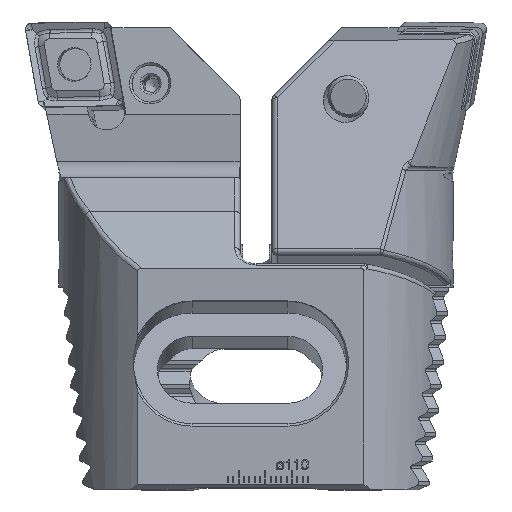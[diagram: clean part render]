
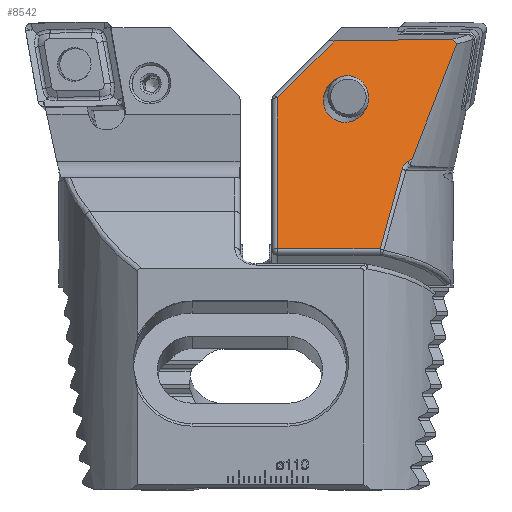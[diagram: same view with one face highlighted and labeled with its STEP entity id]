
A CAD part, top view. The second image highlights one B-rep face of the part: STEP entity #8542.
In plain terms, the highlighted face is planar.
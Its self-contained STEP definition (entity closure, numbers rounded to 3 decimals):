
#133 = CARTESIAN_POINT ( 'NONE',  ( 15.629, -26.897, -23.803 ) ) ;
#332 = CARTESIAN_POINT ( 'NONE',  ( 24.96, -10.068, -19.294 ) ) ;
#435 = LINE ( 'NONE', #10093, #2041 ) ;
#676 = CARTESIAN_POINT ( 'NONE',  ( 18.478, -37.8, -26.725 ) ) ;
#1241 = CARTESIAN_POINT ( 'NONE',  ( 14.769, -26.041, -23.574 ) ) ;
#1309 = CARTESIAN_POINT ( 'NONE',  ( 39.25, -42.339, -27.941 ) ) ;
#1396 = ORIENTED_EDGE ( 'NONE', *, *, #3682, .T. ) ;
#1453 = PLANE ( 'NONE',  #13404 ) ;
#1826 = CARTESIAN_POINT ( 'NONE',  ( 14.513, -25.872, -23.529 ) ) ;
#1872 = FACE_OUTER_BOUND ( 'NONE', #4260, .T. ) ;
#2005 = DIRECTION ( 'NONE',  ( -1., 0., 0. ) ) ;
#2041 = VECTOR ( 'NONE', #12492, 1000. ) ;
#2508 = DIRECTION ( 'NONE',  ( 0., -0.259, 0.966 ) ) ;
#2541 = CARTESIAN_POINT ( 'NONE',  ( 15.256, -26.412, -23.673 ) ) ;
#2600 =( BOUNDED_CURVE ( )  B_SPLINE_CURVE ( 3, ( #13696, #7892, #14642, #11302 ),
 .UNSPECIFIED., .F., .T. ) 
 B_SPLINE_CURVE_WITH_KNOTS ( ( 4, 4 ),
 ( 4.103, 4.285 ),
 .UNSPECIFIED. ) 
 CURVE ( )  GEOMETRIC_REPRESENTATION_ITEM ( )  RATIONAL_B_SPLINE_CURVE ( ( 1., 0.997, 0.997, 1. ) ) 
 REPRESENTATION_ITEM ( '' )  );
#2850 = CARTESIAN_POINT ( 'NONE',  ( 6.114, -3.311, -17.484 ) ) ;
#2888 = EDGE_CURVE ( 'NONE', #14959, #13402, #9833, .T. ) ;
#2890 = CARTESIAN_POINT ( 'NONE',  ( 15.857, -27.455, -23.953 ) ) ;
#2977 = CARTESIAN_POINT ( 'NONE',  ( 27.779, -18.456, -21.542 ) ) ;
#3035 = LINE ( 'NONE', #3350, #8830 ) ;
#3350 = CARTESIAN_POINT ( 'NONE',  ( 54.972, -29.768, -24.573 ) ) ;
#3579 = EDGE_CURVE ( 'NONE', #14209, #6898, #3856, .T. ) ;
#3602 = ORIENTED_EDGE ( 'NONE', *, *, #4261, .T. ) ;
#3682 = EDGE_CURVE ( 'NONE', #8092, #14209, #435, .T. ) ;
#3856 = LINE ( 'NONE', #11137, #8385 ) ;
#3955 = CARTESIAN_POINT ( 'NONE',  ( 35.768, -15.951, -20.871 ) ) ;
#4048 = EDGE_CURVE ( 'NONE', #13655, #8092, #3035, .T. ) ;
#4091 = CARTESIAN_POINT ( 'NONE',  ( 19.949, -42.339, -27.941 ) ) ;
#4168 = ORIENTED_EDGE ( 'NONE', *, *, #3579, .T. ) ;
#4248 = EDGE_CURVE ( 'NONE', #6898, #13402, #4852, .T. ) ;
#4260 = EDGE_LOOP ( 'NONE', ( #8917, #14302, #13181, #10778, #1396, #4168, #7654, #12377, #3602 ) ) ;
#4261 = EDGE_CURVE ( 'NONE', #14959, #12787, #8683, .T. ) ;
#4546 = CARTESIAN_POINT ( 'NONE',  ( 14.003, -25.532, -23.438 ) ) ;
#4703 = ORIENTED_EDGE ( 'NONE', *, *, #9183, .F. ) ;
#4852 =( BOUNDED_CURVE ( )  B_SPLINE_CURVE ( 3, ( #6383, #676, #4918, #2890 ),
 .UNSPECIFIED., .F., .T. ) 
 B_SPLINE_CURVE_WITH_KNOTS ( ( 4, 4 ),
 ( 3.832, 3.996 ),
 .UNSPECIFIED. ) 
 CURVE ( )  GEOMETRIC_REPRESENTATION_ITEM ( )  RATIONAL_B_SPLINE_CURVE ( ( 1., 0.998, 0.998, 1. ) ) 
 REPRESENTATION_ITEM ( '' )  );
#4918 = CARTESIAN_POINT ( 'NONE',  ( 17.111, -32.828, -25.393 ) ) ;
#5171 = CARTESIAN_POINT ( 'NONE',  ( 85.106, -4.241, -17.733 ) ) ;
#5325 = CARTESIAN_POINT ( 'NONE',  ( 19.789, -20.961, -22.213 ) ) ;
#5855 = CARTESIAN_POINT ( 'NONE',  ( 24.96, -10.068, -19.294 ) ) ;
#6141 = CARTESIAN_POINT ( 'NONE',  ( 14.769, -26.041, -23.574 ) ) ;
#6305 = CARTESIAN_POINT ( 'NONE',  ( 5.843, -3.599, -17.561 ) ) ;
#6383 = CARTESIAN_POINT ( 'NONE',  ( 19.949, -42.339, -27.941 ) ) ;
#6441 = CARTESIAN_POINT ( 'NONE',  ( 6.386, -3.023, -17.406 ) ) ;
#6484 = CARTESIAN_POINT ( 'NONE',  ( 24.96, -10.068, -19.294 ) ) ;
#6891 = EDGE_CURVE ( 'NONE', #13655, #11533, #10382, .T. ) ;
#6898 = VERTEX_POINT ( 'NONE', #4091 ) ;
#7116 = CARTESIAN_POINT ( 'NONE',  ( 15.544, -26.77, -23.769 ) ) ;
#7219 = CARTESIAN_POINT ( 'NONE',  ( 15.027, -26.212, -23.62 ) ) ;
#7654 = ORIENTED_EDGE ( 'NONE', *, *, #4248, .T. ) ;
#7892 = CARTESIAN_POINT ( 'NONE',  ( 11.107, -18.752, -21.621 ) ) ;
#8057 = DIRECTION ( 'NONE',  ( 0.695, -0.695, -0.186 ) ) ;
#8092 = VERTEX_POINT ( 'NONE', #9899 ) ;
#8212 = CARTESIAN_POINT ( 'NONE',  ( 15.822, -27.307, -23.913 ) ) ;
#8222 = B_SPLINE_CURVE_WITH_KNOTS ( 'NONE', 3,
 ( #14459, #6305, #2850, #6441 ),
 .UNSPECIFIED., .F., .F.,
 ( 4, 4 ),
 ( 0., 1. ),
 .UNSPECIFIED. ) ;
#8385 = VECTOR ( 'NONE', #2005, 1000. ) ;
#8542 = ADVANCED_FACE ( 'NONE', ( #1872, #10722 ), #1453, .F. ) ;
#8683 = B_SPLINE_CURVE_WITH_KNOTS ( 'NONE', 3,
 ( #6141, #1826, #14498, #14144 ),
 .UNSPECIFIED., .F., .F.,
 ( 4, 4 ),
 ( 0., 0.001 ),
 .UNSPECIFIED. ) ;
#8830 = VECTOR ( 'NONE', #8057, 1000. ) ;
#8887 = CARTESIAN_POINT ( 'NONE',  ( 5.572, -3.888, -17.638 ) ) ;
#8917 = ORIENTED_EDGE ( 'NONE', *, *, #9295, .T. ) ;
#9183 = EDGE_CURVE ( 'NONE', #13248, #13248, #11757, .T. ) ;
#9295 = EDGE_CURVE ( 'NONE', #12787, #14788, #2600, .T. ) ;
#9426 = CARTESIAN_POINT ( 'NONE',  ( 15.767, -27.164, -23.875 ) ) ;
#9833 = B_SPLINE_CURVE_WITH_KNOTS ( 'NONE', 3,
 ( #1241, #7219, #2541, #7116, #133, #9426, #8212, #11669 ),
 .UNSPECIFIED., .F., .F.,
 ( 4, 2, 2, 4 ),
 ( 0., 0.001, 0.001, 0.002 ),
 .UNSPECIFIED. ) ;
#9855 = DIRECTION ( 'NONE',  ( -1., 0.015, 0.004 ) ) ;
#9899 = CARTESIAN_POINT ( 'NONE',  ( 39.25, -14.046, -20.36 ) ) ;
#10013 = CARTESIAN_POINT ( 'NONE',  ( 28.57, -3.366, -17.498 ) ) ;
#10093 = CARTESIAN_POINT ( 'NONE',  ( 39.25, -1.612, -17.028 ) ) ;
#10382 = LINE ( 'NONE', #5171, #10550 ) ;
#10463 = EDGE_LOOP ( 'NONE', ( #4703 ) ) ;
#10526 = CARTESIAN_POINT ( 'NONE',  ( 15.857, -27.455, -23.953 ) ) ;
#10550 = VECTOR ( 'NONE', #9855, 1000. ) ;
#10722 = FACE_BOUND ( 'NONE', #10463, .T. ) ;
#10725 = DIRECTION ( 'NONE',  ( 0., -0.966, -0.259 ) ) ;
#10757 = EDGE_CURVE ( 'NONE', #14788, #11533, #8222, .T. ) ;
#10778 = ORIENTED_EDGE ( 'NONE', *, *, #4048, .T. ) ;
#10811 = CARTESIAN_POINT ( 'NONE',  ( 32.95, -7.563, -18.623 ) ) ;
#11137 = CARTESIAN_POINT ( 'NONE',  ( 85.15, -42.339, -27.941 ) ) ;
#11302 = CARTESIAN_POINT ( 'NONE',  ( 5.572, -3.888, -17.638 ) ) ;
#11533 = VERTEX_POINT ( 'NONE', #11593 ) ;
#11593 = CARTESIAN_POINT ( 'NONE',  ( 6.386, -3.023, -17.406 ) ) ;
#11669 = CARTESIAN_POINT ( 'NONE',  ( 15.857, -27.455, -23.953 ) ) ;
#11757 =( BOUNDED_CURVE ( )  B_SPLINE_CURVE ( 3, ( #332, #10811, #3955, #2977, #5325, #14541, #6484 ),
 .UNSPECIFIED., .T., .F. ) 
 B_SPLINE_CURVE_WITH_KNOTS ( ( 4, 3, 4 ),
 ( 0., 3.142, 6.283 ),
 .UNSPECIFIED. ) 
 CURVE ( )  GEOMETRIC_REPRESENTATION_ITEM ( )  RATIONAL_B_SPLINE_CURVE ( ( 1., 0.333, 0.333, 1., 0.333, 0.333, 1. ) ) 
 REPRESENTATION_ITEM ( '' )  );
#12377 = ORIENTED_EDGE ( 'NONE', *, *, #2888, .F. ) ;
#12492 = DIRECTION ( 'NONE',  ( 0., -0.966, -0.259 ) ) ;
#12787 = VERTEX_POINT ( 'NONE', #4546 ) ;
#13049 = CARTESIAN_POINT ( 'NONE',  ( 85.15, -1.612, -17.028 ) ) ;
#13181 = ORIENTED_EDGE ( 'NONE', *, *, #6891, .F. ) ;
#13248 = VERTEX_POINT ( 'NONE', #5855 ) ;
#13402 = VERTEX_POINT ( 'NONE', #10526 ) ;
#13404 = AXIS2_PLACEMENT_3D ( 'NONE', #13049, #2508, #10725 ) ;
#13655 = VERTEX_POINT ( 'NONE', #10013 ) ;
#13696 = CARTESIAN_POINT ( 'NONE',  ( 14.003, -25.532, -23.438 ) ) ;
#14086 = CARTESIAN_POINT ( 'NONE',  ( 14.769, -26.041, -23.574 ) ) ;
#14144 = CARTESIAN_POINT ( 'NONE',  ( 14.003, -25.532, -23.438 ) ) ;
#14209 = VERTEX_POINT ( 'NONE', #1309 ) ;
#14302 = ORIENTED_EDGE ( 'NONE', *, *, #10757, .T. ) ;
#14459 = CARTESIAN_POINT ( 'NONE',  ( 5.572, -3.888, -17.638 ) ) ;
#14498 = CARTESIAN_POINT ( 'NONE',  ( 14.258, -25.703, -23.483 ) ) ;
#14541 = CARTESIAN_POINT ( 'NONE',  ( 16.97, -12.573, -19.965 ) ) ;
#14642 = CARTESIAN_POINT ( 'NONE',  ( 8.288, -11.517, -19.682 ) ) ;
#14788 = VERTEX_POINT ( 'NONE', #8887 ) ;
#14959 = VERTEX_POINT ( 'NONE', #14086 ) ;
